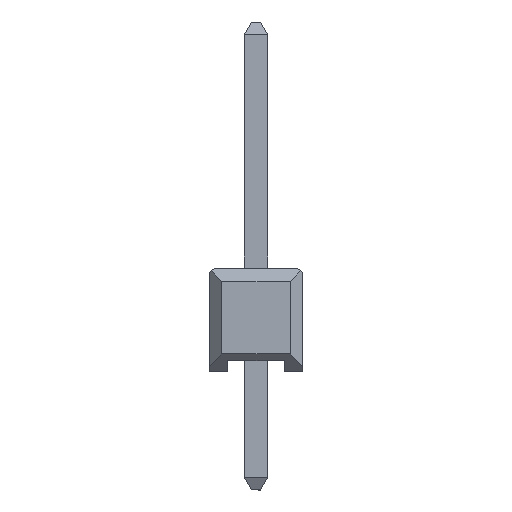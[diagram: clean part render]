
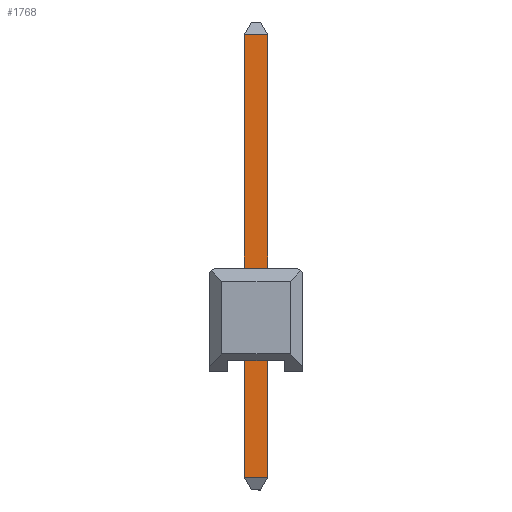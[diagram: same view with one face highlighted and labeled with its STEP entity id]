
A CAD part, left-side view. The second image highlights one B-rep face of the part: STEP entity #1768.
In plain terms, the highlighted planar face has unit normal (-1, 0, 0).
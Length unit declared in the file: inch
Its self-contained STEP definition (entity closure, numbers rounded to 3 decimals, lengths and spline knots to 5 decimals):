
#273 = VERTEX_POINT ( 'NONE', #1770 ) ;
#380 = CARTESIAN_POINT ( 'NONE',  ( -0.01241, 0.0124, 0.36718 ) ) ;
#572 = EDGE_CURVE ( 'NONE', #4362, #7408, #4446, .T. ) ;
#644 = CARTESIAN_POINT ( 'NONE',  ( -0.01241, -0.0124, 0.36046 ) ) ;
#736 = VECTOR ( 'NONE', #5503, 39.37008 ) ;
#823 = LINE ( 'NONE', #380, #7634 ) ;
#1292 = DIRECTION ( 'NONE',  ( 0., -1., 0. ) ) ;
#1662 = VECTOR ( 'NONE', #1292, 39.37008 ) ;
#1768 = ADVANCED_FACE ( 'NONE', ( #5197 ), #6784, .T. ) ;
#1770 = CARTESIAN_POINT ( 'NONE',  ( -0.01239, 0.0124, -0.1126 ) ) ;
#2447 = EDGE_LOOP ( 'NONE', ( #2781, #3798, #5736, #6933 ) ) ;
#2583 = LINE ( 'NONE', #3094, #736 ) ;
#2659 = CARTESIAN_POINT ( 'NONE',  ( -0.01241, -0.0128, 0.36718 ) ) ;
#2761 = EDGE_CURVE ( 'NONE', #7408, #273, #823, .T. ) ;
#2781 = ORIENTED_EDGE ( 'NONE', *, *, #6260, .T. ) ;
#3094 = CARTESIAN_POINT ( 'NONE',  ( -0.01241, -0.0124, 0.36046 ) ) ;
#3126 = VECTOR ( 'NONE', #4378, 39.37008 ) ;
#3279 = DIRECTION ( 'NONE',  ( 0., 0., 1. ) ) ;
#3312 = LINE ( 'NONE', #7990, #1662 ) ;
#3773 = CARTESIAN_POINT ( 'NONE',  ( -0.01239, -0.0124, -0.1126 ) ) ;
#3798 = ORIENTED_EDGE ( 'NONE', *, *, #7313, .F. ) ;
#4118 = DIRECTION ( 'NONE',  ( 0., 0., -1. ) ) ;
#4362 = VERTEX_POINT ( 'NONE', #644 ) ;
#4378 = DIRECTION ( 'NONE',  ( 0., 1., 0. ) ) ;
#4446 = LINE ( 'NONE', #4753, #3126 ) ;
#4753 = CARTESIAN_POINT ( 'NONE',  ( -0.01241, -0.0128, 0.36046 ) ) ;
#4766 = AXIS2_PLACEMENT_3D ( 'NONE', #2659, #6919, #3279 ) ;
#5197 = FACE_OUTER_BOUND ( 'NONE', #2447, .T. ) ;
#5503 = DIRECTION ( 'NONE',  ( 0., 0., -1. ) ) ;
#5598 = CARTESIAN_POINT ( 'NONE',  ( -0.01241, 0.0124, 0.36046 ) ) ;
#5736 = ORIENTED_EDGE ( 'NONE', *, *, #572, .T. ) ;
#6260 = EDGE_CURVE ( 'NONE', #273, #6281, #3312, .T. ) ;
#6281 = VERTEX_POINT ( 'NONE', #3773 ) ;
#6784 = PLANE ( 'NONE',  #4766 ) ;
#6919 = DIRECTION ( 'NONE',  ( -1., 0., 0. ) ) ;
#6933 = ORIENTED_EDGE ( 'NONE', *, *, #2761, .T. ) ;
#7313 = EDGE_CURVE ( 'NONE', #4362, #6281, #2583, .T. ) ;
#7408 = VERTEX_POINT ( 'NONE', #5598 ) ;
#7634 = VECTOR ( 'NONE', #4118, 39.37008 ) ;
#7990 = CARTESIAN_POINT ( 'NONE',  ( -0.01239, -0.0128, -0.1126 ) ) ;
